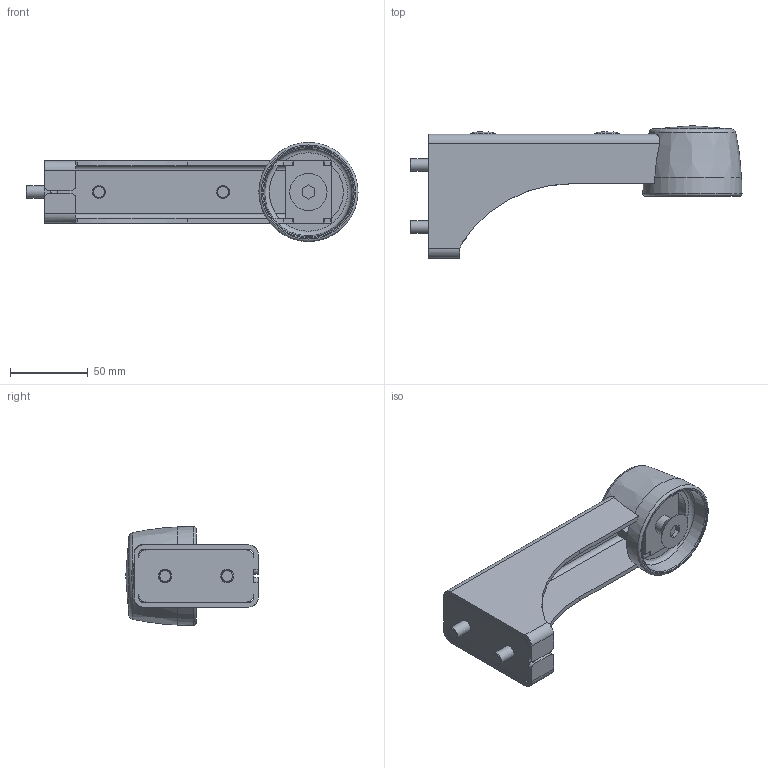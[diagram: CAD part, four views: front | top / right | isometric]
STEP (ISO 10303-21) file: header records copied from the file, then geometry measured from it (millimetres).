
FILE_DESCRIPTION(('STEP AP203'),'1');
FILE_NAME('ERGO08E2960.stp','2023-10-02T13:31:59',(' '),(' '),'Spatial InterOp 3D',' ',' ');
FILE_SCHEMA(('CONFIG_CONTROL_DESIGN'));
Length unit declared in the file: millimetre
Products named in the file (7): Embase de roulette 8 80x40; ERGO08E2960-Embase de roulette 8 80x40 3; ERGO08E2960-Embase de roulette 8 80x40 6; ERGO08E2960-Embase de roulette 8 80x40 5; ERGO08E2960-Embase de roulette 8 80x40 4; ERGO08E2960-Embase de roulette 8 80x40 1; ERGO08E2960-Embase de roulette 8 80x40 0
Assembly tree (7 placements, depth 2):
  Embase de roulette 8 80x40
    ERGO08E2960-Embase de roulette 8 80x40 3  x2
    ERGO08E2960-Embase de roulette 8 80x40 6
    ERGO08E2960-Embase de roulette 8 80x40 5
    ERGO08E2960-Embase de roulette 8 80x40 4
    ERGO08E2960-Embase de roulette 8 80x40 1
    ERGO08E2960-Embase de roulette 8 80x40 0
Bounding box: 213.94 x 85.37 x 63.88 mm (x, y, z)
Volume: 145753.9 mm3; surface area: 79172.2 mm2
Topology: 7 solids, 7 shells, 214 faces, 574 edges, 375 vertices
Faces by surface type: plane 107, cylinder 82, cone 10, torus 9, sphere 5, bspline 1
Full cylindrical faces by diameter (mm): 7 x2, 8 x4, 8.2 x2, 8.5 x2, 10.2 x1, 12 x1, 14 x2, 16 x2, 24 x1
Entity records: 7664 total; most frequent: CARTESIAN_POINT 1382, DIRECTION 1074, ORIENTED_EDGE 1036, EDGE_CURVE 518, AXIS2_PLACEMENT_3D 384, VERTEX_POINT 359, LINE 306, VECTOR 306
